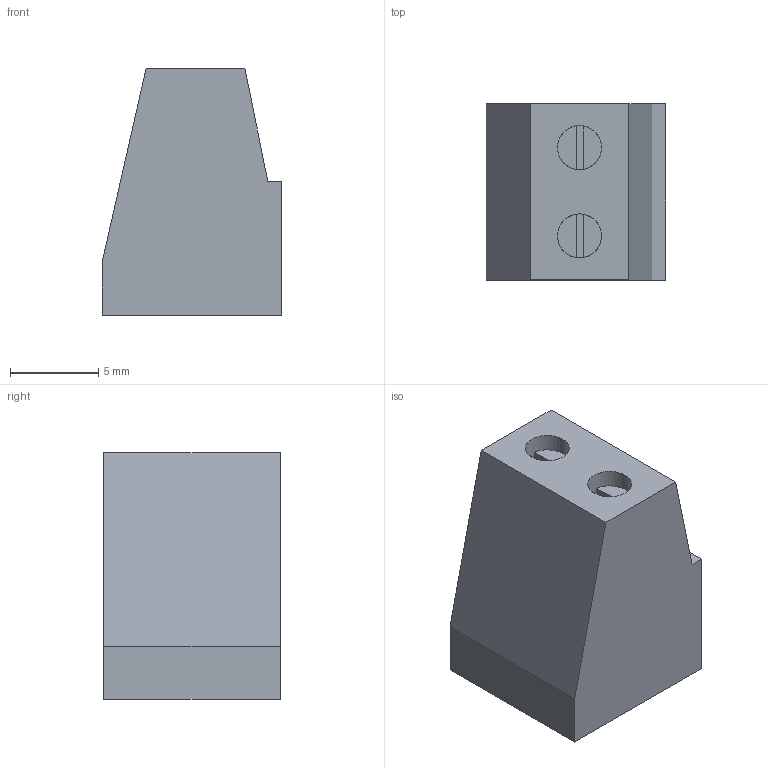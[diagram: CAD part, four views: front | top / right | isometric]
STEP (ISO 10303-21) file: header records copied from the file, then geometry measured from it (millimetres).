
FILE_DESCRIPTION( ( '' ), ' ' );
FILE_NAME( '5d5714de201468165633158e.step', '2019-08-16T20:41:02', ( '' ), ( '' ), ' ', ' ', ' ' );
FILE_SCHEMA( ( 'AUTOMOTIVE_DESIGN { 1 0 10303 214 1 1 1 1 }' ) );
Length unit declared in the file: metre
Products named in the file (3): Part 3; Part 2; Part 1
Bounding box: 10.2 x 10 x 14 mm (x, y, z)
Volume: 907.1 mm3; surface area: 1031.7 mm2
Topology: 3 solids, 3 shells, 37 faces, 81 edges, 54 vertices
Faces by surface type: plane 33, cylinder 4
Full cylindrical faces by diameter (mm): 2.5 x4
Entity records: 1303 total; most frequent: DIRECTION 169, CARTESIAN_POINT 167, ORIENTED_EDGE 150, EDGE_CURVE 75, LINE 61, VECTOR 61, AXIS2_PLACEMENT_3D 54, VERTEX_POINT 52
